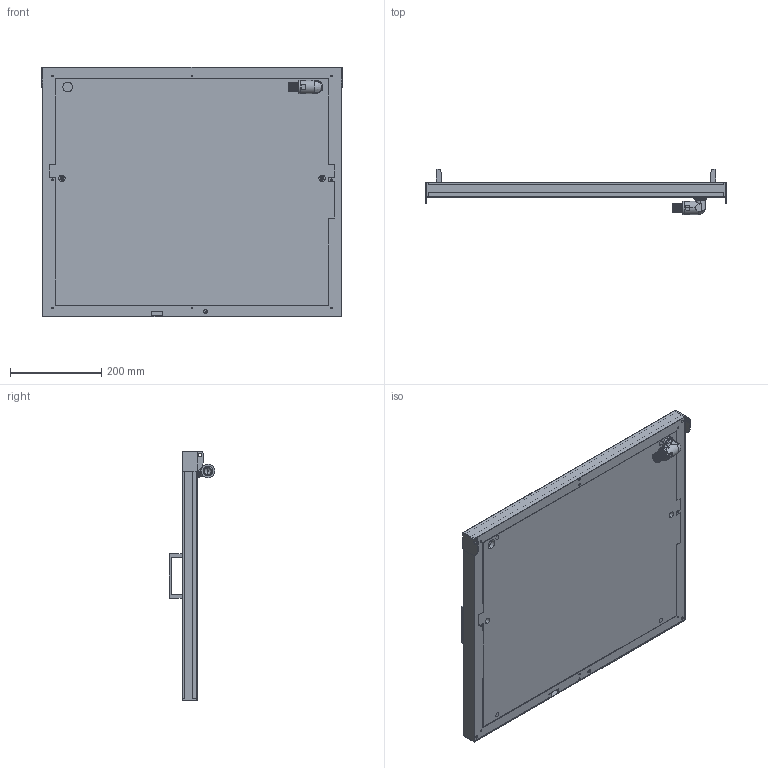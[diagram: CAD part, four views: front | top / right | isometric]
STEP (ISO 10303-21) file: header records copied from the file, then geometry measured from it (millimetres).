
FILE_DESCRIPTION (( 'STEP AP203' ), '1' );
FILE_NAME ('INGUN_113757.STEP', '2023-06-22T12:07:51', ( '' ), ( '' ), 'SwSTEP 2.0', 'SolidWorks 2021', '' );
FILE_SCHEMA (( 'CONFIG_CONTROL_DESIGN' ));
Length unit declared in the file: millimetre
Products named in the file (12): INGUN_113757; 113759~1_S; DIN7~n_04,0m6x006; ISO7380~n_M04,0x012; 1607~1; 107216~2_KUNDE<S>; 113760~1_S; 19420~3; 107216_einteilig~2_KUNDE<S>; 11657~0; 113758~1_KUNDE<S>; 11655~0
Assembly tree (15 placements, depth 3):
  INGUN_113757
    113758~1_KUNDE<S>
    113759~1_S
    113760~1_S
    107216~2_KUNDE<S>
      107216_einteilig~2_KUNDE<S>
    1607~1  x2
    ISO7380~n_M04,0x012  x4
    19420~3
    11657~0
    11655~0
    DIN7~n_04,0m6x006
Bounding box: 659 x 99.45 x 546 mm (x, y, z)
Volume: 6173011.3 mm3; surface area: 1902235.2 mm2
Topology: 14 solids, 14 shells, 618 faces, 1500 edges, 963 vertices
Faces by surface type: cylinder 350, plane 220, cone 30, torus 12, sphere 4, bspline 2
Entity records: 16900 total; most frequent: DIRECTION 2858, CARTESIAN_POINT 2825, ORIENTED_EDGE 2474, EDGE_CURVE 1237, AXIS2_PLACEMENT_3D 1120, VERTEX_POINT 799, EDGE_LOOP 664, LINE 618
